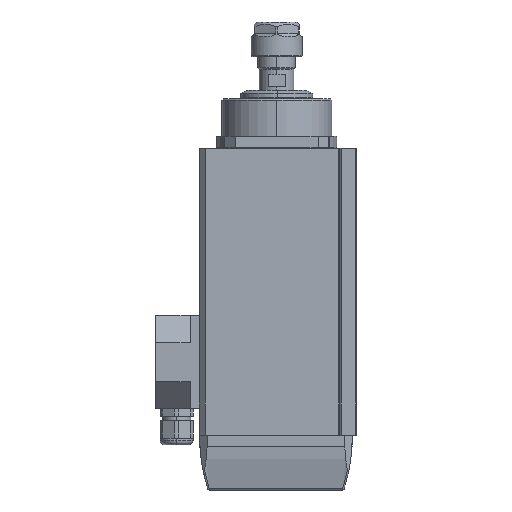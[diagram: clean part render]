
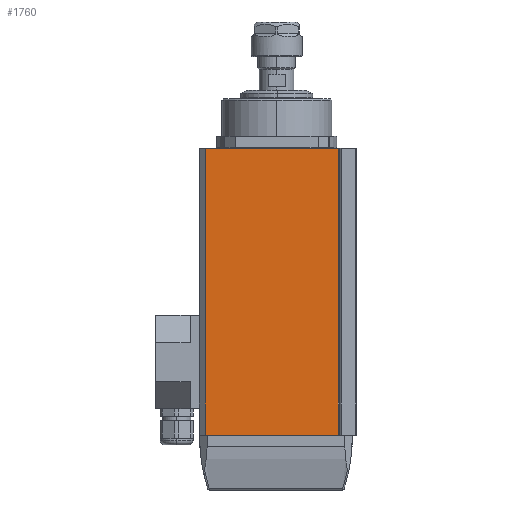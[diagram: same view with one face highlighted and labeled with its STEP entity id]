
A CAD part, left-side view. The second image highlights one B-rep face of the part: STEP entity #1760.
In plain terms, the highlighted planar face has unit normal (-1, 0, 0).
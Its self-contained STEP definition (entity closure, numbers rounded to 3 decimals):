
#15 = DIRECTION ( 'NONE',  ( 0., 0., -1. ) ) ;
#78 = CARTESIAN_POINT ( 'NONE',  ( -51., -41., 190.5 ) ) ;
#181 = CARTESIAN_POINT ( 'NONE',  ( -51., 47.5, 190.5 ) ) ;
#556 = VERTEX_POINT ( 'NONE', #2123 ) ;
#641 = EDGE_CURVE ( 'NONE', #556, #4335, #15628, .T. ) ;
#822 = VECTOR ( 'NONE', #12535, 1000. ) ;
#929 = ORIENTED_EDGE ( 'NONE', *, *, #11271, .F. ) ;
#1603 = CARTESIAN_POINT ( 'NONE',  ( -51., 47.5, 0. ) ) ;
#1641 = LINE ( 'NONE', #181, #2489 ) ;
#1760 = ADVANCED_FACE ( 'NONE', ( #12737 ), #6937, .F. ) ;
#1926 = VERTEX_POINT ( 'NONE', #11166 ) ;
#2123 = CARTESIAN_POINT ( 'NONE',  ( -51., 47.5, 190.5 ) ) ;
#2489 = VECTOR ( 'NONE', #16352, 1000. ) ;
#3048 = EDGE_CURVE ( 'NONE', #556, #8066, #1641, .T. ) ;
#3370 = ORIENTED_EDGE ( 'NONE', *, *, #641, .T. ) ;
#4335 = VERTEX_POINT ( 'NONE', #11667 ) ;
#4468 = LINE ( 'NONE', #1603, #822 ) ;
#6937 = PLANE ( 'NONE',  #13117 ) ;
#7717 = VECTOR ( 'NONE', #8765, 1000. ) ;
#8066 = VERTEX_POINT ( 'NONE', #78 ) ;
#8659 = VECTOR ( 'NONE', #16613, 1000. ) ;
#8765 = DIRECTION ( 'NONE',  ( 0., 0., -1. ) ) ;
#9390 = ORIENTED_EDGE ( 'NONE', *, *, #17056, .T. ) ;
#9729 = DIRECTION ( 'NONE',  ( 1., 0., 0. ) ) ;
#11107 = CARTESIAN_POINT ( 'NONE',  ( -51., 47.5, 190.5 ) ) ;
#11156 = EDGE_LOOP ( 'NONE', ( #9390, #929, #15620, #3370 ) ) ;
#11166 = CARTESIAN_POINT ( 'NONE',  ( -51., -41., 0. ) ) ;
#11271 = EDGE_CURVE ( 'NONE', #8066, #1926, #12801, .T. ) ;
#11667 = CARTESIAN_POINT ( 'NONE',  ( -51., 47.5, 0. ) ) ;
#12535 = DIRECTION ( 'NONE',  ( 0., -1., 0. ) ) ;
#12737 = FACE_OUTER_BOUND ( 'NONE', #11156, .T. ) ;
#12801 = LINE ( 'NONE', #14079, #7717 ) ;
#13117 = AXIS2_PLACEMENT_3D ( 'NONE', #11107, #9729, #15 ) ;
#14079 = CARTESIAN_POINT ( 'NONE',  ( -51., -41., 190.5 ) ) ;
#14523 = CARTESIAN_POINT ( 'NONE',  ( -51., 47.5, 190.5 ) ) ;
#15620 = ORIENTED_EDGE ( 'NONE', *, *, #3048, .F. ) ;
#15628 = LINE ( 'NONE', #14523, #8659 ) ;
#16352 = DIRECTION ( 'NONE',  ( 0., -1., 0. ) ) ;
#16613 = DIRECTION ( 'NONE',  ( 0., 0., -1. ) ) ;
#17056 = EDGE_CURVE ( 'NONE', #4335, #1926, #4468, .T. ) ;
